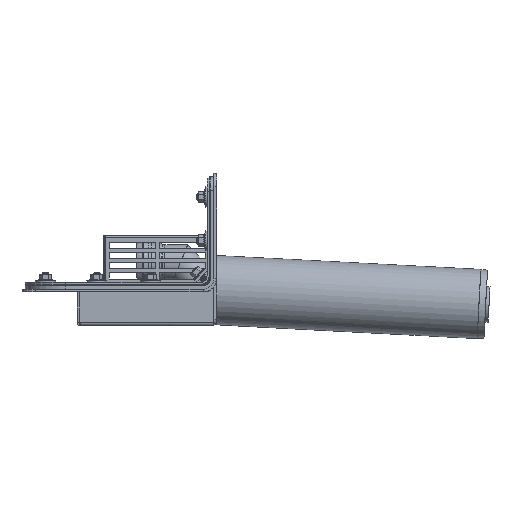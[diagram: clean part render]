
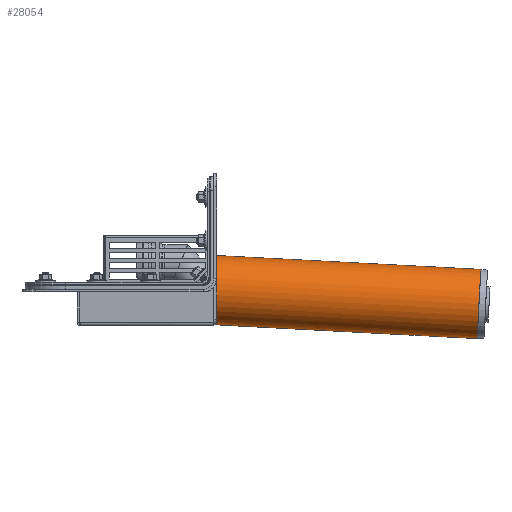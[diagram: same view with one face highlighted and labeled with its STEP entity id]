
A CAD part, front view. The second image highlights one B-rep face of the part: STEP entity #28054.
In plain terms, the highlighted cylindrical face has radius 515 mm (diameter 1030 mm), a full revolution.
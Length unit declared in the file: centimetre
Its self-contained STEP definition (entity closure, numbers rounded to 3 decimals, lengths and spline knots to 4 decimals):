
#59=ELLIPSE('',#31050,51.5707,51.5);
#3139=CIRCLE('',#31042,51.5);
#3143=CIRCLE('',#31046,51.5);
#3420=CYLINDRICAL_SURFACE('',#31049,51.5);
#5055=FACE_OUTER_BOUND('',#6986,.T.);
#6986=EDGE_LOOP('',(#26382,#26383,#26384,#26385,#26386));
#9297=LINE('',#50733,#11605);
#11605=VECTOR('',#39218,51.5);
#14406=VERTEX_POINT('',#50717);
#14407=VERTEX_POINT('',#50718);
#14411=VERTEX_POINT('',#50731);
#18396=EDGE_CURVE('',#14406,#14407,#3139,.T.);
#18400=EDGE_CURVE('',#14407,#14406,#3143,.T.);
#18403=EDGE_CURVE('',#14411,#14411,#59,.T.);
#18404=EDGE_CURVE('',#14411,#14406,#9297,.T.);
#26382=ORIENTED_EDGE('',*,*,#18403,.F.);
#26383=ORIENTED_EDGE('',*,*,#18404,.T.);
#26384=ORIENTED_EDGE('',*,*,#18400,.F.);
#26385=ORIENTED_EDGE('',*,*,#18396,.F.);
#26386=ORIENTED_EDGE('',*,*,#18404,.F.);
#28054=ADVANCED_FACE('',(#5055),#3420,.T.);
#31042=AXIS2_PLACEMENT_3D('',#50719,#39199,#39200);
#31046=AXIS2_PLACEMENT_3D('',#50725,#39207,#39208);
#31049=AXIS2_PLACEMENT_3D('',#50730,#39214,#39215);
#31050=AXIS2_PLACEMENT_3D('',#50732,#39216,#39217);
#39199=DIRECTION('center_axis',(0.999,0.,
-0.052));
#39200=DIRECTION('ref_axis',(0.052,0.,0.999));
#39207=DIRECTION('center_axis',(0.999,0.,
-0.052));
#39208=DIRECTION('ref_axis',(0.052,0.,0.999));
#39214=DIRECTION('center_axis',(-0.999,0.,
0.052));
#39215=DIRECTION('ref_axis',(-0.052,0.,-0.999));
#39216=DIRECTION('center_axis',(-1.,0.,0.));
#39217=DIRECTION('ref_axis',(0.,0.,
-1.));
#39218=DIRECTION('',(0.999,0.,-0.052));
#50717=CARTESIAN_POINT('',(681.6654,-70.,33.4396));
#50718=CARTESIAN_POINT('',(678.9701,-18.5,-17.9898));
#50719=CARTESIAN_POINT('Origin',(678.9701,-70.,-17.9898));
#50725=CARTESIAN_POINT('Origin',(678.9701,-70.,-17.9898));
#50730=CARTESIAN_POINT('Origin',(676.5171,-70.,-17.8613));
#50731=CARTESIAN_POINT('',(289.,-70.,54.0183));
#50732=CARTESIAN_POINT('Origin',(289.,-70.,2.4476));
#50733=CARTESIAN_POINT('',(679.2124,-70.,33.5681));
